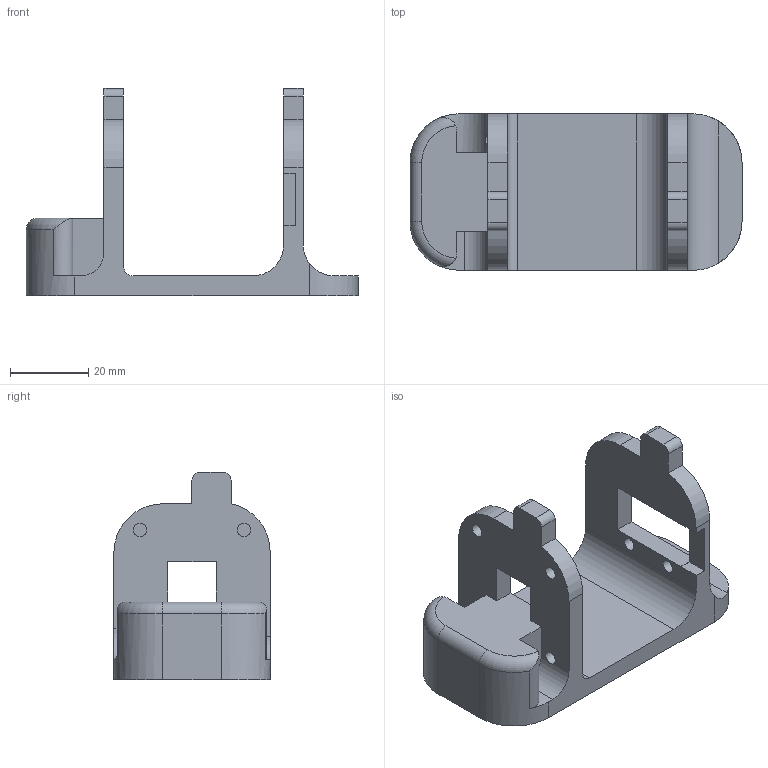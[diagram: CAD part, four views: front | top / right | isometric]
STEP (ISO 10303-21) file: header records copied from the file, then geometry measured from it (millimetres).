
FILE_DESCRIPTION(/* description */ (''),/* implementation_level */ '2;1');
FILE_NAME(/* name */ 'Device Fitting Sample.step',/* time_stamp */ '2023-07-30T19:05:44+08:00',/* author */ (''),/* organization */ (''),/* preprocessor_version */ 'ST-DEVELOPER v19.2',/* originating_system */ 'Autodesk Translation Framework v11.17.0.187',/* authorisation */ '');
FILE_SCHEMA (('AUTOMOTIVE_DESIGN { 1 0 10303 214 3 1 1 }'));
Length unit declared in the file: millimetre
Products named in the file (2): Device Fitting Sample; Fitting
Assembly tree (1 placements, depth 2):
  Device Fitting Sample
    Fitting
Bounding box: 85 x 40 x 53 mm (x, y, z)
Volume: 39396.8 mm3; surface area: 15420.6 mm2
Topology: 1 solids, 1 shells, 63 faces, 193 edges, 128 vertices
Faces by surface type: plane 35, cylinder 26, torus 2
Full cylindrical faces by diameter (mm): 3.4 x6
Entity records: 2342 total; most frequent: CARTESIAN_POINT 498, ORIENTED_EDGE 386, DIRECTION 370, EDGE_CURVE 193, LINE 128, VECTOR 128, VERTEX_POINT 128, AXIS2_PLACEMENT_3D 121
